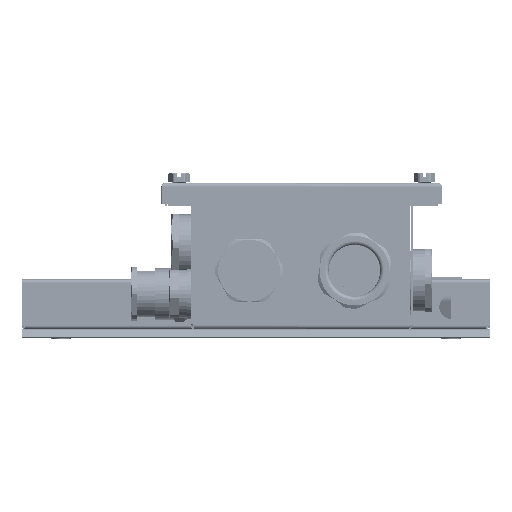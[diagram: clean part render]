
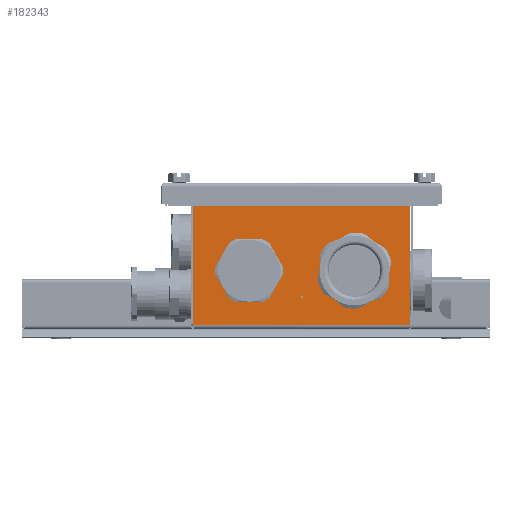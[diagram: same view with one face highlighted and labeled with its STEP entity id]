
A CAD part, left-side view. The second image highlights one B-rep face of the part: STEP entity #182343.
In plain terms, the highlighted planar face has unit normal (-1, 0, 0).
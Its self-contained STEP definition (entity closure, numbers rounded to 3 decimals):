
#1129 = VECTOR ( 'NONE', #27201, 1000. ) ;
#1598 = FACE_BOUND ( 'NONE', #187316, .T. ) ;
#11910 = CARTESIAN_POINT ( 'NONE',  ( -206.862, -23.5, 66.583 ) ) ;
#13975 = ORIENTED_EDGE ( 'NONE', *, *, #183978, .T. ) ;
#14011 = VERTEX_POINT ( 'NONE', #183507 ) ;
#17052 = VERTEX_POINT ( 'NONE', #81126 ) ;
#18712 = CARTESIAN_POINT ( 'NONE',  ( -206.862, -63., 95.583 ) ) ;
#20075 = EDGE_LOOP ( 'NONE', ( #84902, #25747, #184621, #13975 ) ) ;
#24663 = AXIS2_PLACEMENT_3D ( 'NONE', #27079, #132646, #42251 ) ;
#25430 = VERTEX_POINT ( 'NONE', #18712 ) ;
#25747 = ORIENTED_EDGE ( 'NONE', *, *, #149693, .F. ) ;
#26022 = CARTESIAN_POINT ( 'NONE',  ( -206.862, -79.146, 134.583 ) ) ;
#27079 = CARTESIAN_POINT ( 'NONE',  ( -206.862, -50.5, 95.583 ) ) ;
#27201 = DIRECTION ( 'NONE',  ( 0., 0., -1. ) ) ;
#27705 = DIRECTION ( 'NONE',  ( 0., 0., -1. ) ) ;
#31347 = EDGE_CURVE ( 'NONE', #179479, #25430, #114263, .T. ) ;
#36908 = FACE_OUTER_BOUND ( 'NONE', #20075, .T. ) ;
#37458 = DIRECTION ( 'NONE',  ( -1., 0., 0. ) ) ;
#41355 = AXIS2_PLACEMENT_3D ( 'NONE', #60726, #166110, #75920 ) ;
#42251 = DIRECTION ( 'NONE',  ( 0., -1., 0. ) ) ;
#43394 = AXIS2_PLACEMENT_3D ( 'NONE', #127875, #37458, #142992 ) ;
#44788 = CARTESIAN_POINT ( 'NONE',  ( -206.862, 3.5, 95.583 ) ) ;
#53810 = VERTEX_POINT ( 'NONE', #126268 ) ;
#59953 = CIRCLE ( 'NONE', #134739, 12.5 ) ;
#59978 = DIRECTION ( 'NONE',  ( 0., -1., 0. ) ) ;
#60726 = CARTESIAN_POINT ( 'NONE',  ( -206.862, 3.5, 95.583 ) ) ;
#64990 = VECTOR ( 'NONE', #127213, 1000. ) ;
#69718 = CARTESIAN_POINT ( 'NONE',  ( -206.862, -24., 82.083 ) ) ;
#69764 = ORIENTED_EDGE ( 'NONE', *, *, #145413, .F. ) ;
#75920 = DIRECTION ( 'NONE',  ( 0., -1., 0. ) ) ;
#79812 = ORIENTED_EDGE ( 'NONE', *, *, #188205, .F. ) ;
#81126 = CARTESIAN_POINT ( 'NONE',  ( -206.862, -9., 95.583 ) ) ;
#81187 = VERTEX_POINT ( 'NONE', #130724 ) ;
#81760 = CARTESIAN_POINT ( 'NONE',  ( -206.862, -79.146, 66.583 ) ) ;
#84894 = VERTEX_POINT ( 'NONE', #69718 ) ;
#84902 = ORIENTED_EDGE ( 'NONE', *, *, #105259, .F. ) ;
#85589 = LINE ( 'NONE', #150571, #160962 ) ;
#85926 = DIRECTION ( 'NONE',  ( -1., 0., 0. ) ) ;
#86093 = LINE ( 'NONE', #147880, #1129 ) ;
#86150 = EDGE_CURVE ( 'NONE', #81187, #103200, #86093, .T. ) ;
#87637 = EDGE_CURVE ( 'NONE', #25430, #179479, #95040, .T. ) ;
#88078 = DIRECTION ( 'NONE',  ( -1., 0., 0. ) ) ;
#91050 = CARTESIAN_POINT ( 'NONE',  ( -206.862, -38., 95.583 ) ) ;
#91949 = DIRECTION ( 'NONE',  ( 0., -1., 0. ) ) ;
#95040 = CIRCLE ( 'NONE', #134738, 12.5 ) ;
#102956 = PLANE ( 'NONE',  #122381 ) ;
#103200 = VERTEX_POINT ( 'NONE', #114958 ) ;
#105124 = LINE ( 'NONE', #81760, #64990 ) ;
#105133 = VECTOR ( 'NONE', #184128, 1000. ) ;
#105259 = EDGE_CURVE ( 'NONE', #109028, #53810, #105124, .T. ) ;
#107637 = EDGE_LOOP ( 'NONE', ( #79812, #69764 ) ) ;
#109028 = VERTEX_POINT ( 'NONE', #26022 ) ;
#113854 = CIRCLE ( 'NONE', #41355, 12.5 ) ;
#114263 = CIRCLE ( 'NONE', #24663, 12.5 ) ;
#114958 = CARTESIAN_POINT ( 'NONE',  ( -206.862, 32.147, 67.583 ) ) ;
#117234 = FACE_BOUND ( 'NONE', #161902, .T. ) ;
#118147 = DIRECTION ( 'NONE',  ( -1., 0., 0. ) ) ;
#122381 = AXIS2_PLACEMENT_3D ( 'NONE', #11910, #118147, #27705 ) ;
#122984 = AXIS2_PLACEMENT_3D ( 'NONE', #178191, #88078, #193321 ) ;
#123701 = CARTESIAN_POINT ( 'NONE',  ( -206.862, -23.5, 67.583 ) ) ;
#126268 = CARTESIAN_POINT ( 'NONE',  ( -206.862, -79.146, 67.583 ) ) ;
#126819 = ORIENTED_EDGE ( 'NONE', *, *, #172428, .F. ) ;
#127213 = DIRECTION ( 'NONE',  ( 0., 0., -1. ) ) ;
#127875 = CARTESIAN_POINT ( 'NONE',  ( -206.862, -23.5, 82.083 ) ) ;
#130724 = CARTESIAN_POINT ( 'NONE',  ( -206.862, 32.147, 134.583 ) ) ;
#132646 = DIRECTION ( 'NONE',  ( -1., 0., 0. ) ) ;
#134553 = CIRCLE ( 'NONE', #122984, 0.5 ) ;
#134738 = AXIS2_PLACEMENT_3D ( 'NONE', #176074, #85926, #191193 ) ;
#134739 = AXIS2_PLACEMENT_3D ( 'NONE', #44788, #150278, #59978 ) ;
#142992 = DIRECTION ( 'NONE',  ( 0., -1., 0. ) ) ;
#145413 = EDGE_CURVE ( 'NONE', #14011, #84894, #134553, .T. ) ;
#147880 = CARTESIAN_POINT ( 'NONE',  ( -206.862, 32.147, 66.583 ) ) ;
#149693 = EDGE_CURVE ( 'NONE', #81187, #109028, #85589, .T. ) ;
#150278 = DIRECTION ( 'NONE',  ( -1., 0., 0. ) ) ;
#150571 = CARTESIAN_POINT ( 'NONE',  ( -206.862, 32.147, 134.583 ) ) ;
#150787 = ORIENTED_EDGE ( 'NONE', *, *, #87637, .F. ) ;
#159021 = ORIENTED_EDGE ( 'NONE', *, *, #31347, .F. ) ;
#160962 = VECTOR ( 'NONE', #91949, 1000. ) ;
#161902 = EDGE_LOOP ( 'NONE', ( #150787, #159021 ) ) ;
#166110 = DIRECTION ( 'NONE',  ( -1., 0., 0. ) ) ;
#172015 = CIRCLE ( 'NONE', #43394, 0.5 ) ;
#172428 = EDGE_CURVE ( 'NONE', #17052, #192003, #113854, .T. ) ;
#176074 = CARTESIAN_POINT ( 'NONE',  ( -206.862, -50.5, 95.583 ) ) ;
#178191 = CARTESIAN_POINT ( 'NONE',  ( -206.862, -23.5, 82.083 ) ) ;
#179479 = VERTEX_POINT ( 'NONE', #91050 ) ;
#182343 = ADVANCED_FACE ( 'NONE', ( #192465, #117234, #1598, #36908 ), #102956, .T. ) ;
#183507 = CARTESIAN_POINT ( 'NONE',  ( -206.862, -23., 82.083 ) ) ;
#183978 = EDGE_CURVE ( 'NONE', #103200, #53810, #189860, .T. ) ;
#184128 = DIRECTION ( 'NONE',  ( 0., -1., 0. ) ) ;
#184621 = ORIENTED_EDGE ( 'NONE', *, *, #86150, .T. ) ;
#185293 = CARTESIAN_POINT ( 'NONE',  ( -206.862, 16., 95.583 ) ) ;
#187316 = EDGE_LOOP ( 'NONE', ( #126819, #190172 ) ) ;
#188205 = EDGE_CURVE ( 'NONE', #84894, #14011, #172015, .T. ) ;
#189860 = LINE ( 'NONE', #123701, #105133 ) ;
#190172 = ORIENTED_EDGE ( 'NONE', *, *, #190825, .F. ) ;
#190825 = EDGE_CURVE ( 'NONE', #192003, #17052, #59953, .T. ) ;
#191193 = DIRECTION ( 'NONE',  ( 0., -1., 0. ) ) ;
#192003 = VERTEX_POINT ( 'NONE', #185293 ) ;
#192465 = FACE_BOUND ( 'NONE', #107637, .T. ) ;
#193321 = DIRECTION ( 'NONE',  ( 0., -1., 0. ) ) ;
